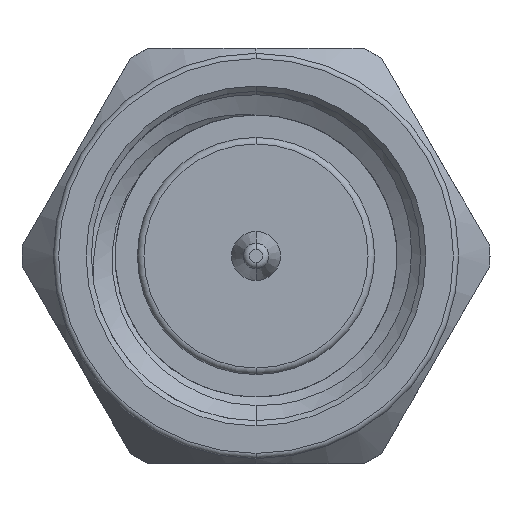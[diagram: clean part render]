
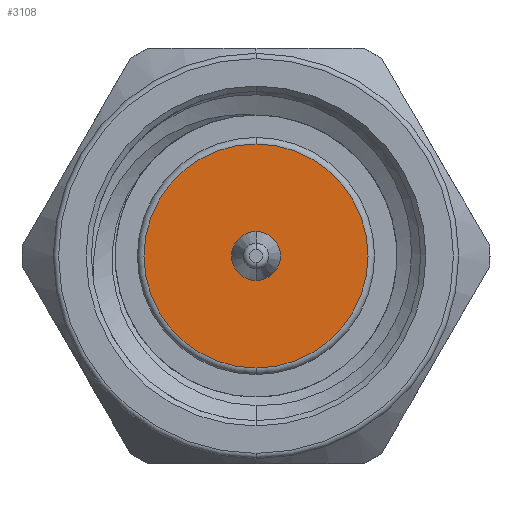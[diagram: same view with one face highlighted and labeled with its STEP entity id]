
A CAD part, left-side view. The second image highlights one B-rep face of the part: STEP entity #3108.
In plain terms, the highlighted planar face has unit normal (-1, 0, 0).
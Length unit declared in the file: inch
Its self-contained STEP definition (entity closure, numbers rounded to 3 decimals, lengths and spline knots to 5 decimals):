
#105 = AXIS2_PLACEMENT_3D ( 'NONE', #1934, #2388, #6153 ) ;
#143 = DIRECTION ( 'NONE',  ( 0., 0., -1. ) ) ;
#354 = EDGE_CURVE ( 'NONE', #1046, #5232, #4334, .T. ) ;
#462 = DIRECTION ( 'NONE',  ( 0., 0., -1. ) ) ;
#501 = FACE_OUTER_BOUND ( 'NONE', #2511, .T. ) ;
#585 = VERTEX_POINT ( 'NONE', #954 ) ;
#697 = DIRECTION ( 'NONE',  ( -1., 0., 0. ) ) ;
#843 = AXIS2_PLACEMENT_3D ( 'NONE', #4794, #6372, #4274 ) ;
#917 = AXIS2_PLACEMENT_3D ( 'NONE', #5434, #697, #143 ) ;
#954 = CARTESIAN_POINT ( 'NONE',  ( 0.11, 0., -0.085 ) ) ;
#978 = DIRECTION ( 'NONE',  ( -1., 0., 0. ) ) ;
#1026 = EDGE_LOOP ( 'NONE', ( #5783, #6507 ) ) ;
#1046 = VERTEX_POINT ( 'NONE', #4060 ) ;
#1501 = EDGE_CURVE ( 'NONE', #2205, #585, #3920, .T. ) ;
#1560 = CIRCLE ( 'NONE', #3568, 0.0185 ) ;
#1934 = CARTESIAN_POINT ( 'NONE',  ( 0.11, 0., 0. ) ) ;
#2044 = AXIS2_PLACEMENT_3D ( 'NONE', #3117, #5239, #462 ) ;
#2057 = CARTESIAN_POINT ( 'NONE',  ( 0.11, 0., 0. ) ) ;
#2110 = PLANE ( 'NONE',  #843 ) ;
#2205 = VERTEX_POINT ( 'NONE', #2667 ) ;
#2388 = DIRECTION ( 'NONE',  ( -1., 0., 0. ) ) ;
#2511 = EDGE_LOOP ( 'NONE', ( #3795, #6632 ) ) ;
#2667 = CARTESIAN_POINT ( 'NONE',  ( 0.11, 0., 0.085 ) ) ;
#3108 = ADVANCED_FACE ( 'NONE', ( #6333, #501 ), #2110, .F. ) ;
#3117 = CARTESIAN_POINT ( 'NONE',  ( 0.11, 0., 0. ) ) ;
#3568 = AXIS2_PLACEMENT_3D ( 'NONE', #2057, #978, #5092 ) ;
#3732 = EDGE_CURVE ( 'NONE', #585, #2205, #4710, .T. ) ;
#3768 = CARTESIAN_POINT ( 'NONE',  ( 0.11, 0., 0.0185 ) ) ;
#3795 = ORIENTED_EDGE ( 'NONE', *, *, #3732, .T. ) ;
#3920 = CIRCLE ( 'NONE', #917, 0.085 ) ;
#4060 = CARTESIAN_POINT ( 'NONE',  ( 0.11, 0., -0.0185 ) ) ;
#4189 = EDGE_CURVE ( 'NONE', #5232, #1046, #1560, .T. ) ;
#4274 = DIRECTION ( 'NONE',  ( 0., 1., 0. ) ) ;
#4334 = CIRCLE ( 'NONE', #105, 0.0185 ) ;
#4710 = CIRCLE ( 'NONE', #2044, 0.085 ) ;
#4794 = CARTESIAN_POINT ( 'NONE',  ( 0.11, 0.125, 0. ) ) ;
#5092 = DIRECTION ( 'NONE',  ( 0., 0., -1. ) ) ;
#5232 = VERTEX_POINT ( 'NONE', #3768 ) ;
#5239 = DIRECTION ( 'NONE',  ( -1., 0., 0. ) ) ;
#5434 = CARTESIAN_POINT ( 'NONE',  ( 0.11, 0., 0. ) ) ;
#5783 = ORIENTED_EDGE ( 'NONE', *, *, #354, .F. ) ;
#6153 = DIRECTION ( 'NONE',  ( 0., 0., -1. ) ) ;
#6333 = FACE_BOUND ( 'NONE', #1026, .T. ) ;
#6372 = DIRECTION ( 'NONE',  ( 1., 0., 0. ) ) ;
#6507 = ORIENTED_EDGE ( 'NONE', *, *, #4189, .F. ) ;
#6632 = ORIENTED_EDGE ( 'NONE', *, *, #1501, .T. ) ;
